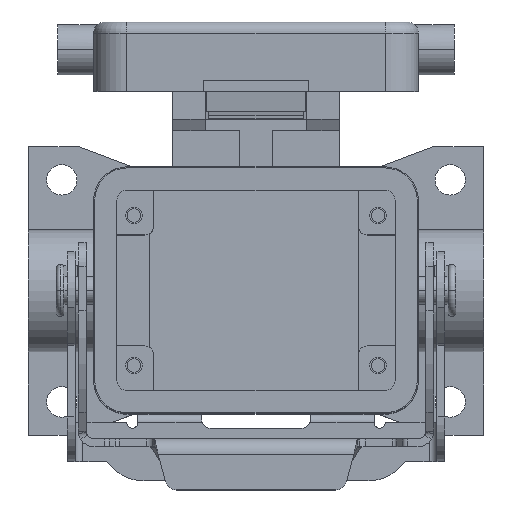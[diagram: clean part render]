
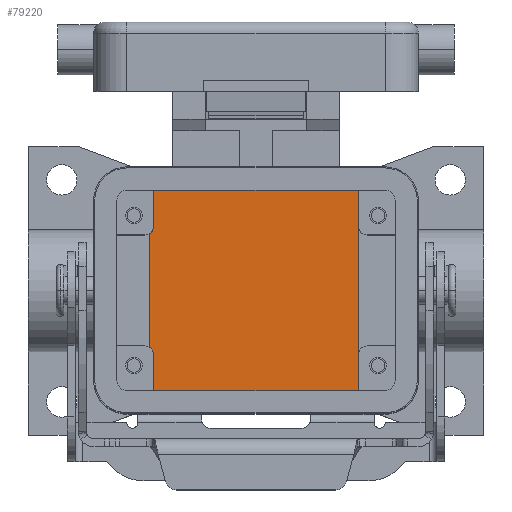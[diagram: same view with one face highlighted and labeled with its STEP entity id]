
A CAD part, top view. The second image highlights one B-rep face of the part: STEP entity #79220.
In plain terms, the highlighted planar face has unit normal (0, 0, 1).
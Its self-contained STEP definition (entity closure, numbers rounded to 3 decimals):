
#78490=CARTESIAN_POINT('',(0.,0.,-42.));
#78500=DIRECTION('',(0.,0.,1.));
#78510=DIRECTION('',(1.,0.,0.));
#78520=AXIS2_PLACEMENT_3D('',#78490,#78500,#78510);
#78530=PLANE('',#78520);
#78540=CARTESIAN_POINT('',(-20.,11.5,-42.));
#78550=DIRECTION('',(0.,0.,-1.));
#78560=DIRECTION('',(0.,-1.,0.));
#78570=AXIS2_PLACEMENT_3D('',#78540,#78550,#78560);
#78580=CIRCLE('',#78570,1.5);
#78590=CARTESIAN_POINT('',(-18.5,11.5,-42.));
#78600=VERTEX_POINT('',#78590);
#78610=CARTESIAN_POINT('',(-19.25,10.201,-42.));
#78620=VERTEX_POINT('',#78610);
#78630=EDGE_CURVE('',#78600,#78620,#78580,.T.);
#78640=ORIENTED_EDGE('',*,*,#78630,.T.);
#78650=CARTESIAN_POINT('',(-18.5,18.25,-42.));
#78660=DIRECTION('',(0.,-1.,0.));
#78670=VECTOR('',#78660,6.75);
#78680=LINE('',#78650,#78670);
#78690=CARTESIAN_POINT('',(-18.5,18.25,-42.));
#78700=VERTEX_POINT('',#78690);
#78710=EDGE_CURVE('',#78700,#78600,#78680,.T.);
#78720=ORIENTED_EDGE('',*,*,#78710,.T.);
#78730=CARTESIAN_POINT('',(18.5,18.25,-42.));
#78740=DIRECTION('',(-1.,0.,0.));
#78750=VECTOR('',#78740,37.);
#78760=LINE('',#78730,#78750);
#78770=CARTESIAN_POINT('',(18.5,18.25,-42.));
#78780=VERTEX_POINT('',#78770);
#78790=EDGE_CURVE('',#78780,#78700,#78760,.T.);
#78800=ORIENTED_EDGE('',*,*,#78790,.T.);
#78810=CARTESIAN_POINT('',(18.5,-18.25,-42.));
#78820=DIRECTION('',(0.,1.,0.));
#78830=VECTOR('',#78820,36.5);
#78840=LINE('',#78810,#78830);
#78850=CARTESIAN_POINT('',(18.5,-18.25,-42.));
#78860=VERTEX_POINT('',#78850);
#78870=EDGE_CURVE('',#78860,#78780,#78840,.T.);
#78880=ORIENTED_EDGE('',*,*,#78870,.T.);
#78890=CARTESIAN_POINT('',(-18.5,-18.25,-42.));
#78900=DIRECTION('',(1.,0.,0.));
#78910=VECTOR('',#78900,37.);
#78920=LINE('',#78890,#78910);
#78930=CARTESIAN_POINT('',(-18.5,-18.25,-42.));
#78940=VERTEX_POINT('',#78930);
#78950=EDGE_CURVE('',#78940,#78860,#78920,.T.);
#78960=ORIENTED_EDGE('',*,*,#78950,.T.);
#78970=CARTESIAN_POINT('',(-18.5,-11.5,-42.));
#78980=DIRECTION('',(0.,-1.,0.));
#78990=VECTOR('',#78980,6.75);
#79000=LINE('',#78970,#78990);
#79010=CARTESIAN_POINT('',(-18.5,-11.5,-42.));
#79020=VERTEX_POINT('',#79010);
#79030=EDGE_CURVE('',#79020,#78940,#79000,.T.);
#79040=ORIENTED_EDGE('',*,*,#79030,.T.);
#79050=CARTESIAN_POINT('',(-20.,-11.5,-42.));
#79060=DIRECTION('',(0.,0.,-1.));
#79070=DIRECTION('',(-1.,0.,0.));
#79080=AXIS2_PLACEMENT_3D('',#79050,#79060,#79070);
#79090=CIRCLE('',#79080,1.5);
#79100=CARTESIAN_POINT('',(-19.25,-10.201,-42.));
#79110=VERTEX_POINT('',#79100);
#79120=EDGE_CURVE('',#79110,#79020,#79090,.T.);
#79130=ORIENTED_EDGE('',*,*,#79120,.T.);
#79140=CARTESIAN_POINT('',(-19.25,10.201,-42.));
#79150=DIRECTION('',(0.,-1.,0.));
#79160=VECTOR('',#79150,20.402);
#79170=LINE('',#79140,#79160);
#79180=EDGE_CURVE('',#78620,#79110,#79170,.T.);
#79190=ORIENTED_EDGE('',*,*,#79180,.T.);
#79200=EDGE_LOOP('',(#79190,#79130,#79040,#78960,#78880,#78800,#78720,
#78640));
#79210=FACE_OUTER_BOUND('',#79200,.T.);
#79220=ADVANCED_FACE('',(#79210),#78530,.T.);
